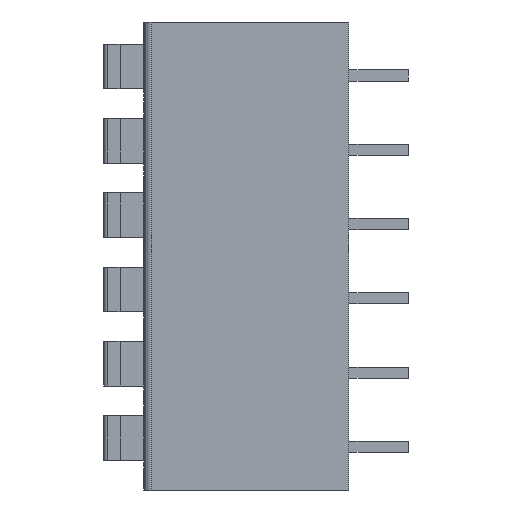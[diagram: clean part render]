
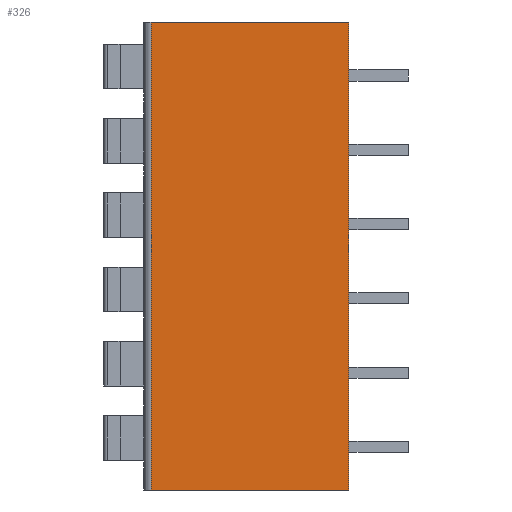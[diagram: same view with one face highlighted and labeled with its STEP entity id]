
A CAD part, left-side view. The second image highlights one B-rep face of the part: STEP entity #326.
In plain terms, the highlighted planar face has unit normal (-1, 0, 0).
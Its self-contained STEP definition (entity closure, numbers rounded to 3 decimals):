
#326 = ADVANCED_FACE( '', ( #815 ), #816, .F. );
#815 = FACE_OUTER_BOUND( '', #1476, .T. );
#816 = PLANE( '', #1477 );
#1476 = EDGE_LOOP( '', ( #2431, #2432, #2433, #2434 ) );
#1477 = AXIS2_PLACEMENT_3D( '', #2435, #2436, #2437 );
#2431 = ORIENTED_EDGE( '', *, *, #4306, .T. );
#2432 = ORIENTED_EDGE( '', *, *, #4307, .F. );
#2433 = ORIENTED_EDGE( '', *, *, #4308, .F. );
#2434 = ORIENTED_EDGE( '', *, *, #4046, .T. );
#2435 = CARTESIAN_POINT( '', ( -8.3, 13.3, 30. ) );
#2436 = DIRECTION( '', ( 1., 0., 0. ) );
#2437 = DIRECTION( '', ( 0., 0., -1. ) );
#4046 = EDGE_CURVE( '', #4862, #4860, #4863, .T. );
#4306 = EDGE_CURVE( '', #4860, #5317, #5318, .T. );
#4307 = EDGE_CURVE( '', #5319, #5317, #5320, .T. );
#4308 = EDGE_CURVE( '', #4862, #5319, #5321, .T. );
#4860 = VERTEX_POINT( '', #6064 );
#4862 = VERTEX_POINT( '', #6066 );
#4863 = LINE( '', #6067, #6068 );
#5317 = VERTEX_POINT( '', #6713 );
#5318 = LINE( '', #6714, #6715 );
#5319 = VERTEX_POINT( '', #6716 );
#5320 = LINE( '', #6717, #6718 );
#5321 = LINE( '', #6719, #6720 );
#6064 = CARTESIAN_POINT( '', ( -8.3, 13.3, 0. ) );
#6066 = CARTESIAN_POINT( '', ( -8.3, 13.3, 31.5 ) );
#6067 = CARTESIAN_POINT( '', ( -8.3, 13.3, 30. ) );
#6068 = VECTOR( '', #7763, 1000. );
#6713 = CARTESIAN_POINT( '', ( -8.3, 0., 0. ) );
#6714 = CARTESIAN_POINT( '', ( -8.3, 13.3, 0. ) );
#6715 = VECTOR( '', #8039, 1000. );
#6716 = CARTESIAN_POINT( '', ( -8.3, 0., 31.5 ) );
#6717 = CARTESIAN_POINT( '', ( -8.3, 0., 30. ) );
#6718 = VECTOR( '', #8040, 1000. );
#6719 = CARTESIAN_POINT( '', ( -8.3, 13.3, 31.5 ) );
#6720 = VECTOR( '', #8041, 1000. );
#7763 = DIRECTION( '', ( 0., 0., -1. ) );
#8039 = DIRECTION( '', ( 0., -1., 0. ) );
#8040 = DIRECTION( '', ( 0., 0., -1. ) );
#8041 = DIRECTION( '', ( 0., -1., 0. ) );
